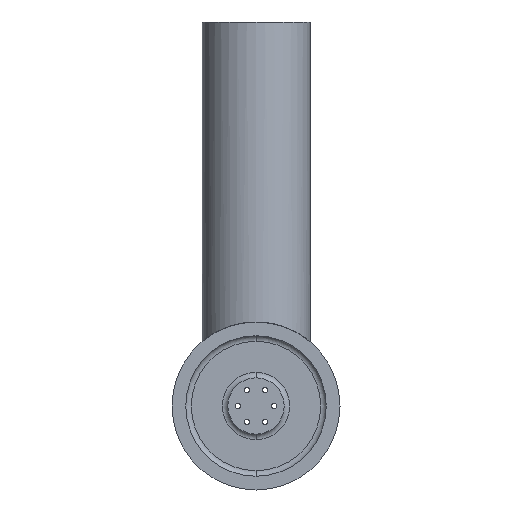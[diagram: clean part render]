
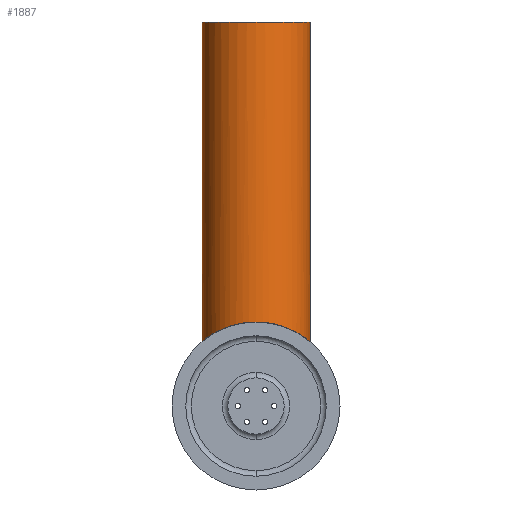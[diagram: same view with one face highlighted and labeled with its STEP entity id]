
A CAD part, front view. The second image highlights one B-rep face of the part: STEP entity #1887.
In plain terms, the highlighted cylindrical face has radius 45 mm (diameter 90 mm), a partial arc.
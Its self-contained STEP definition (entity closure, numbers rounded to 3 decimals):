
#12 = VECTOR ( 'NONE', #1918, 1000. ) ;
#22 = CARTESIAN_POINT ( 'NONE',  ( -24.11, 31.976, 65.729 ) ) ;
#31 = CARTESIAN_POINT ( 'NONE',  ( 44.786, 65.426, 53.798 ) ) ;
#44 = CARTESIAN_POINT ( 'NONE',  ( -27.628, 34.451, 64.329 ) ) ;
#54 = CARTESIAN_POINT ( 'NONE',  ( 45., 70., 53.619 ) ) ;
#67 = CARTESIAN_POINT ( 'NONE',  ( 44.903, 66.943, 53.701 ) ) ;
#101 = CARTESIAN_POINT ( 'NONE',  ( -45., 70., 53.619 ) ) ;
#151 = EDGE_CURVE ( 'NONE', #2050, #1693, #297, .T. ) ;
#169 = AXIS2_PLACEMENT_3D ( 'NONE', #678, #690, #1141 ) ;
#179 = CARTESIAN_POINT ( 'NONE',  ( -43.196, 57.364, 55.084 ) ) ;
#190 = CARTESIAN_POINT ( 'NONE',  ( -29.829, 36.277, 63.338 ) ) ;
#199 = CARTESIAN_POINT ( 'NONE',  ( -39.92, 49.217, 57.503 ) ) ;
#209 = CARTESIAN_POINT ( 'NONE',  ( 43.467, 57.967, 54.875 ) ) ;
#222 = CARTESIAN_POINT ( 'NONE',  ( 38.108, 46.025, 58.725 ) ) ;
#268 = DIRECTION ( 'NONE',  ( -1., 0., 0. ) ) ;
#292 = DIRECTION ( 'NONE',  ( 0., 0., -1. ) ) ;
#297 = B_SPLINE_CURVE_WITH_KNOTS ( 'NONE', 3,
 ( #101, #749, #1399, #1997, #1837, #1629, #179, #1640, #1192, #1318, #1496, #714, #199, #1811, #1359, #1328, #2004, #828, #190, #44, #1476, #22, #1171, #869, #1983, #1971, #545, #1821, #672, #847, #1962, #521, #1146, #1181, #694, #1652, #1833, #1789, #386, #374, #342, #1338, #1994, #984, #1029, #1673, #512, #837, #534, #363, #1017, #1158, #1799, #222, #1518, #353, #1661, #997, #209, #1007, #1486, #684, #31, #67, #860, #1507, #54 ),
 .UNSPECIFIED., .F., .F.,
 ( 4, 2, 2, 2, 2, 2, 2, 2, 2, 2, 2, 2, 2, 2, 2, 2, 2, 2, 2, 2, 2, 2, 2, 2, 2, 2, 2, 2, 2, 2, 2, 1, 2, 4 ),
 ( 0.145, 0.154, 0.156, 0.158, 0.163, 0.165, 0.168, 0.172, 0.181, 0.186, 0.19, 0.195, 0.197, 0.199, 0.208, 0.21, 0.213, 0.217, 0.222, 0.224, 0.226, 0.235, 0.24, 0.244, 0.249, 0.253, 0.262, 0.267, 0.271, 0.28, 0.283, 0.285, 0.287, 0.289 ),
 .UNSPECIFIED. ) ;
#342 = CARTESIAN_POINT ( 'NONE',  ( 8.238, 25.754, 69.518 ) ) ;
#353 = CARTESIAN_POINT ( 'NONE',  ( 40.245, 49.815, 57.28 ) ) ;
#363 = CARTESIAN_POINT ( 'NONE',  ( 29.803, 36.253, 63.35 ) ) ;
#371 = EDGE_LOOP ( 'NONE', ( #1508, #1724, #1455, #1862 ) ) ;
#374 = CARTESIAN_POINT ( 'NONE',  ( 7.485, 25.62, 69.603 ) ) ;
#386 = CARTESIAN_POINT ( 'NONE',  ( 5.981, 25.393, 69.748 ) ) ;
#426 = CARTESIAN_POINT ( 'NONE',  ( 0., 70., 320. ) ) ;
#512 = CARTESIAN_POINT ( 'NONE',  ( 24.043, 31.934, 65.754 ) ) ;
#521 = CARTESIAN_POINT ( 'NONE',  ( -6.112, 25.411, 69.737 ) ) ;
#534 = CARTESIAN_POINT ( 'NONE',  ( 27.586, 34.418, 64.347 ) ) ;
#545 = CARTESIAN_POINT ( 'NONE',  ( -18.303, 28.883, 67.569 ) ) ;
#611 = CYLINDRICAL_SURFACE ( 'NONE', #1369, 45. ) ;
#640 = DIRECTION ( 'NONE',  ( 0., 0., -1. ) ) ;
#672 = CARTESIAN_POINT ( 'NONE',  ( -12.046, 26.538, 69.02 ) ) ;
#678 = CARTESIAN_POINT ( 'NONE',  ( 0., 70., 320. ) ) ;
#680 = CARTESIAN_POINT ( 'NONE',  ( -45., 70., 53.619 ) ) ;
#684 = CARTESIAN_POINT ( 'NONE',  ( 44.594, 63.921, 53.957 ) ) ;
#690 = DIRECTION ( 'NONE',  ( 0., 0., 1. ) ) ;
#694 = CARTESIAN_POINT ( 'NONE',  ( -1.564, 25.002, 69.999 ) ) ;
#714 = CARTESIAN_POINT ( 'NONE',  ( -40.251, 49.866, 57.271 ) ) ;
#749 = CARTESIAN_POINT ( 'NONE',  ( -45., 66.953, 53.619 ) ) ;
#828 = CARTESIAN_POINT ( 'NONE',  ( -30.889, 37.244, 62.827 ) ) ;
#834 = CARTESIAN_POINT ( 'NONE',  ( -45., 70., 320. ) ) ;
#837 = CARTESIAN_POINT ( 'NONE',  ( 26.435, 33.554, 64.829 ) ) ;
#847 = CARTESIAN_POINT ( 'NONE',  ( -8.36, 25.777, 69.503 ) ) ;
#860 = CARTESIAN_POINT ( 'NONE',  ( 44.98, 68.467, 53.636 ) ) ;
#869 = CARTESIAN_POINT ( 'NONE',  ( -20.96, 30.173, 66.792 ) ) ;
#984 = CARTESIAN_POINT ( 'NONE',  ( 18.887, 29.128, 67.419 ) ) ;
#992 = CARTESIAN_POINT ( 'NONE',  ( 45., 70., 320. ) ) ;
#997 = CARTESIAN_POINT ( 'NONE',  ( 42.581, 55.156, 55.577 ) ) ;
#1007 = CARTESIAN_POINT ( 'NONE',  ( 44.23, 61.675, 54.257 ) ) ;
#1017 = CARTESIAN_POINT ( 'NONE',  ( 30.872, 37.229, 62.835 ) ) ;
#1029 = CARTESIAN_POINT ( 'NONE',  ( 20.228, 29.776, 67.027 ) ) ;
#1055 = CARTESIAN_POINT ( 'NONE',  ( 45., 70., 53.619 ) ) ;
#1133 = LINE ( 'NONE', #834, #1235 ) ;
#1141 = DIRECTION ( 'NONE',  ( 1., 0., 0. ) ) ;
#1146 = CARTESIAN_POINT ( 'NONE',  ( -5.351, 25.313, 69.799 ) ) ;
#1158 = CARTESIAN_POINT ( 'NONE',  ( 33.906, 40.274, 61.283 ) ) ;
#1171 = CARTESIAN_POINT ( 'NONE',  ( -22.878, 31.222, 66.17 ) ) ;
#1181 = CARTESIAN_POINT ( 'NONE',  ( -3.077, 25.079, 69.949 ) ) ;
#1192 = CARTESIAN_POINT ( 'NONE',  ( -42.032, 53.862, 55.98 ) ) ;
#1219 = CARTESIAN_POINT ( 'NONE',  ( -45., 70., 320. ) ) ;
#1225 = CIRCLE ( 'NONE', #169, 45. ) ;
#1235 = VECTOR ( 'NONE', #640, 1000. ) ;
#1275 = LINE ( 'NONE', #1937, #12 ) ;
#1318 = CARTESIAN_POINT ( 'NONE',  ( -41.181, 51.844, 56.606 ) ) ;
#1328 = CARTESIAN_POINT ( 'NONE',  ( -35.738, 42.505, 60.219 ) ) ;
#1338 = CARTESIAN_POINT ( 'NONE',  ( 11.951, 26.51, 69.037 ) ) ;
#1359 = CARTESIAN_POINT ( 'NONE',  ( -38.135, 46.067, 58.708 ) ) ;
#1369 = AXIS2_PLACEMENT_3D ( 'NONE', #426, #292, #268 ) ;
#1386 = EDGE_CURVE ( 'NONE', #2002, #1693, #1275, .T. ) ;
#1399 = CARTESIAN_POINT ( 'NONE',  ( -44.694, 63.957, 53.88 ) ) ;
#1455 = ORIENTED_EDGE ( 'NONE', *, *, #2046, .T. ) ;
#1476 = CARTESIAN_POINT ( 'NONE',  ( -26.484, 33.591, 64.809 ) ) ;
#1486 = CARTESIAN_POINT ( 'NONE',  ( 44.364, 62.423, 54.147 ) ) ;
#1496 = CARTESIAN_POINT ( 'NONE',  ( -40.882, 51.179, 56.823 ) ) ;
#1507 = CARTESIAN_POINT ( 'NONE',  ( 45., 69.234, 53.619 ) ) ;
#1508 = ORIENTED_EDGE ( 'NONE', *, *, #1386, .F. ) ;
#1518 = CARTESIAN_POINT ( 'NONE',  ( 38.856, 47.255, 58.232 ) ) ;
#1560 = EDGE_CURVE ( 'NONE', #1798, #2002, #1225, .T. ) ;
#1629 = CARTESIAN_POINT ( 'NONE',  ( -43.399, 58.081, 54.923 ) ) ;
#1640 = CARTESIAN_POINT ( 'NONE',  ( -42.537, 55.241, 55.596 ) ) ;
#1652 = CARTESIAN_POINT ( 'NONE',  ( 1.459, 24.998, 70.001 ) ) ;
#1661 = CARTESIAN_POINT ( 'NONE',  ( 40.877, 51.127, 56.829 ) ) ;
#1673 = CARTESIAN_POINT ( 'NONE',  ( 22.803, 31.178, 66.196 ) ) ;
#1693 = VERTEX_POINT ( 'NONE', #1055 ) ;
#1724 = ORIENTED_EDGE ( 'NONE', *, *, #1560, .F. ) ;
#1789 = CARTESIAN_POINT ( 'NONE',  ( 5.228, 25.298, 69.809 ) ) ;
#1798 = VERTEX_POINT ( 'NONE', #1219 ) ;
#1799 = CARTESIAN_POINT ( 'NONE',  ( 35.71, 42.468, 60.236 ) ) ;
#1811 = CARTESIAN_POINT ( 'NONE',  ( -38.881, 47.298, 58.215 ) ) ;
#1821 = CARTESIAN_POINT ( 'NONE',  ( -14.884, 27.429, 68.458 ) ) ;
#1833 = CARTESIAN_POINT ( 'NONE',  ( 2.968, 25.072, 69.953 ) ) ;
#1837 = CARTESIAN_POINT ( 'NONE',  ( -43.772, 59.533, 54.626 ) ) ;
#1862 = ORIENTED_EDGE ( 'NONE', *, *, #151, .T. ) ;
#1886 = FACE_OUTER_BOUND ( 'NONE', #371, .T. ) ;
#1887 = ADVANCED_FACE ( 'NONE', ( #1886 ), #611, .T. ) ;
#1918 = DIRECTION ( 'NONE',  ( 0., 0., -1. ) ) ;
#1937 = CARTESIAN_POINT ( 'NONE',  ( 45., 70., 320. ) ) ;
#1962 = CARTESIAN_POINT ( 'NONE',  ( -7.615, 25.643, 69.589 ) ) ;
#1971 = CARTESIAN_POINT ( 'NONE',  ( -18.981, 29.192, 67.381 ) ) ;
#1983 = CARTESIAN_POINT ( 'NONE',  ( -20.308, 29.836, 66.993 ) ) ;
#1994 = CARTESIAN_POINT ( 'NONE',  ( 14.794, 27.398, 68.477 ) ) ;
#1997 = CARTESIAN_POINT ( 'NONE',  ( -43.942, 60.27, 54.49 ) ) ;
#2002 = VERTEX_POINT ( 'NONE', #992 ) ;
#2004 = CARTESIAN_POINT ( 'NONE',  ( -33.933, 40.304, 61.268 ) ) ;
#2046 = EDGE_CURVE ( 'NONE', #1798, #2050, #1133, .T. ) ;
#2050 = VERTEX_POINT ( 'NONE', #680 ) ;
